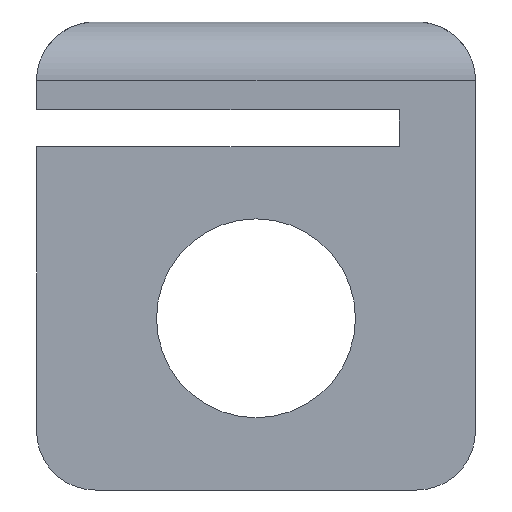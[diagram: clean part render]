
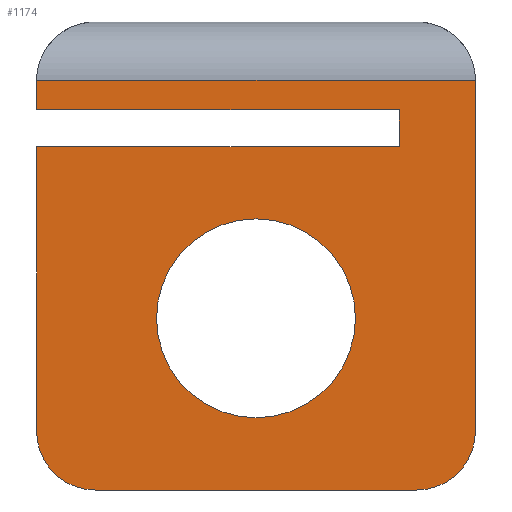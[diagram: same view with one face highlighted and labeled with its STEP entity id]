
A CAD part, front view. The second image highlights one B-rep face of the part: STEP entity #1174.
In plain terms, the highlighted planar face has unit normal (0, -1, 0).
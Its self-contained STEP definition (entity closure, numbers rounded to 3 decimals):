
#9 = LINE ( 'NONE', #1002, #314 ) ;
#45 = VECTOR ( 'NONE', #906, 1000. ) ;
#64 = CARTESIAN_POINT ( 'NONE',  ( 7.5, -4., 4. ) ) ;
#94 = LINE ( 'NONE', #462, #618 ) ;
#121 = VERTEX_POINT ( 'NONE', #274 ) ;
#135 = VERTEX_POINT ( 'NONE', #504 ) ;
#156 = ORIENTED_EDGE ( 'NONE', *, *, #1237, .F. ) ;
#179 = DIRECTION ( 'NONE',  ( 0., 1., 0. ) ) ;
#180 = EDGE_LOOP ( 'NONE', ( #740, #1111 ) ) ;
#196 = LINE ( 'NONE', #284, #882 ) ;
#203 = CARTESIAN_POINT ( 'NONE',  ( 6.2, -4., 1.87 ) ) ;
#227 = CIRCLE ( 'NONE', #1364, 1. ) ;
#235 = EDGE_CURVE ( 'NONE', #645, #936, #839, .T. ) ;
#247 = CIRCLE ( 'NONE', #1235, 1. ) ;
#250 = AXIS2_PLACEMENT_3D ( 'NONE', #843, #179, #1292 ) ;
#262 = AXIS2_PLACEMENT_3D ( 'NONE', #1109, #716, #1008 ) ;
#274 = CARTESIAN_POINT ( 'NONE',  ( 3.75, -4., -2.765 ) ) ;
#275 = EDGE_CURVE ( 'NONE', #1287, #121, #1047, .T. ) ;
#284 = CARTESIAN_POINT ( 'NONE',  ( 7.5, -4., 3. ) ) ;
#294 = EDGE_LOOP ( 'NONE', ( #1360, #1367, #1315, #156, #576, #1164, #916, #979, #671, #1227 ) ) ;
#300 = DIRECTION ( 'NONE',  ( -1., 0., 0. ) ) ;
#306 = VERTEX_POINT ( 'NONE', #1116 ) ;
#314 = VECTOR ( 'NONE', #343, 1000. ) ;
#318 = DIRECTION ( 'NONE',  ( 0., 0., 1. ) ) ;
#329 = CARTESIAN_POINT ( 'NONE',  ( 1., -4., -4. ) ) ;
#343 = DIRECTION ( 'NONE',  ( 0., 0., -1. ) ) ;
#362 = AXIS2_PLACEMENT_3D ( 'NONE', #975, #1400, #867 ) ;
#386 = CARTESIAN_POINT ( 'NONE',  ( 0., -4., 1.87 ) ) ;
#391 = LINE ( 'NONE', #1286, #1001 ) ;
#400 = CARTESIAN_POINT ( 'NONE',  ( 0., -4., 3. ) ) ;
#402 = DIRECTION ( 'NONE',  ( 0., -1., 0. ) ) ;
#406 = CARTESIAN_POINT ( 'NONE',  ( 0., -4., -3. ) ) ;
#412 = VERTEX_POINT ( 'NONE', #400 ) ;
#422 = CARTESIAN_POINT ( 'NONE',  ( 7.5, -4., -3. ) ) ;
#433 = DIRECTION ( 'NONE',  ( 0., 0., -1. ) ) ;
#454 = EDGE_CURVE ( 'NONE', #121, #1287, #670, .T. ) ;
#461 = VERTEX_POINT ( 'NONE', #422 ) ;
#462 = CARTESIAN_POINT ( 'NONE',  ( 6.2, -4., 1.87 ) ) ;
#484 = EDGE_CURVE ( 'NONE', #1153, #1184, #786, .T. ) ;
#487 = CARTESIAN_POINT ( 'NONE',  ( 7.5, -4., -4. ) ) ;
#493 = VERTEX_POINT ( 'NONE', #1000 ) ;
#501 = PLANE ( 'NONE',  #250 ) ;
#504 = CARTESIAN_POINT ( 'NONE',  ( 7.5, -4., 3. ) ) ;
#511 = CARTESIAN_POINT ( 'NONE',  ( 3.75, -4., 0.635 ) ) ;
#576 = ORIENTED_EDGE ( 'NONE', *, *, #588, .T. ) ;
#588 = EDGE_CURVE ( 'NONE', #723, #493, #1209, .T. ) ;
#618 = VECTOR ( 'NONE', #1305, 1000. ) ;
#645 = VERTEX_POINT ( 'NONE', #894 ) ;
#670 = CIRCLE ( 'NONE', #362, 1.7 ) ;
#671 = ORIENTED_EDGE ( 'NONE', *, *, #235, .F. ) ;
#716 = DIRECTION ( 'NONE',  ( 0., 1., 0. ) ) ;
#723 = VERTEX_POINT ( 'NONE', #1386 ) ;
#735 = EDGE_CURVE ( 'NONE', #135, #461, #951, .T. ) ;
#740 = ORIENTED_EDGE ( 'NONE', *, *, #275, .T. ) ;
#742 = DIRECTION ( 'NONE',  ( -1., 0., 0. ) ) ;
#774 = EDGE_CURVE ( 'NONE', #645, #461, #247, .T. ) ;
#786 = LINE ( 'NONE', #1213, #1277 ) ;
#790 = VECTOR ( 'NONE', #861, 1000. ) ;
#839 = LINE ( 'NONE', #487, #45 ) ;
#843 = CARTESIAN_POINT ( 'NONE',  ( 7.5, -4., 4. ) ) ;
#861 = DIRECTION ( 'NONE',  ( 0., 0., -1. ) ) ;
#867 = DIRECTION ( 'NONE',  ( 0., 0., 1. ) ) ;
#876 = DIRECTION ( 'NONE',  ( 0., 0., -1. ) ) ;
#882 = VECTOR ( 'NONE', #742, 1000. ) ;
#892 = EDGE_CURVE ( 'NONE', #412, #306, #9, .T. ) ;
#894 = CARTESIAN_POINT ( 'NONE',  ( 6.5, -4., -4. ) ) ;
#905 = CARTESIAN_POINT ( 'NONE',  ( 1., -4., -3. ) ) ;
#906 = DIRECTION ( 'NONE',  ( -1., 0., 0. ) ) ;
#916 = ORIENTED_EDGE ( 'NONE', *, *, #484, .T. ) ;
#921 = EDGE_CURVE ( 'NONE', #1184, #936, #227, .T. ) ;
#936 = VERTEX_POINT ( 'NONE', #329 ) ;
#941 = EDGE_CURVE ( 'NONE', #493, #1153, #94, .T. ) ;
#951 = LINE ( 'NONE', #64, #790 ) ;
#975 = CARTESIAN_POINT ( 'NONE',  ( 3.75, -4., -1.065 ) ) ;
#979 = ORIENTED_EDGE ( 'NONE', *, *, #921, .T. ) ;
#1000 = CARTESIAN_POINT ( 'NONE',  ( 6.2, -4., 1.87 ) ) ;
#1001 = VECTOR ( 'NONE', #300, 1000. ) ;
#1002 = CARTESIAN_POINT ( 'NONE',  ( 0., -4., 4. ) ) ;
#1008 = DIRECTION ( 'NONE',  ( 0., 0., 1. ) ) ;
#1047 = CIRCLE ( 'NONE', #262, 1.7 ) ;
#1069 = DIRECTION ( 'NONE',  ( 0., 0., 1. ) ) ;
#1109 = CARTESIAN_POINT ( 'NONE',  ( 3.75, -4., -1.065 ) ) ;
#1111 = ORIENTED_EDGE ( 'NONE', *, *, #454, .T. ) ;
#1116 = CARTESIAN_POINT ( 'NONE',  ( 0., -4., 2.5 ) ) ;
#1153 = VERTEX_POINT ( 'NONE', #386 ) ;
#1163 = EDGE_CURVE ( 'NONE', #135, #412, #196, .T. ) ;
#1164 = ORIENTED_EDGE ( 'NONE', *, *, #941, .T. ) ;
#1174 = ADVANCED_FACE ( 'NONE', ( #1397, #1264 ), #501, .F. ) ;
#1184 = VERTEX_POINT ( 'NONE', #406 ) ;
#1209 = LINE ( 'NONE', #203, #1348 ) ;
#1213 = CARTESIAN_POINT ( 'NONE',  ( 0., -4., 4. ) ) ;
#1227 = ORIENTED_EDGE ( 'NONE', *, *, #774, .T. ) ;
#1235 = AXIS2_PLACEMENT_3D ( 'NONE', #1295, #402, #1069 ) ;
#1237 = EDGE_CURVE ( 'NONE', #723, #306, #391, .T. ) ;
#1264 = FACE_OUTER_BOUND ( 'NONE', #294, .T. ) ;
#1277 = VECTOR ( 'NONE', #433, 1000. ) ;
#1286 = CARTESIAN_POINT ( 'NONE',  ( 6.2, -4., 2.5 ) ) ;
#1287 = VERTEX_POINT ( 'NONE', #511 ) ;
#1292 = DIRECTION ( 'NONE',  ( 0., 0., 1. ) ) ;
#1295 = CARTESIAN_POINT ( 'NONE',  ( 6.5, -4., -3. ) ) ;
#1305 = DIRECTION ( 'NONE',  ( -1., 0., 0. ) ) ;
#1315 = ORIENTED_EDGE ( 'NONE', *, *, #892, .T. ) ;
#1335 = DIRECTION ( 'NONE',  ( 0., -1., 0. ) ) ;
#1348 = VECTOR ( 'NONE', #876, 1000. ) ;
#1360 = ORIENTED_EDGE ( 'NONE', *, *, #735, .F. ) ;
#1364 = AXIS2_PLACEMENT_3D ( 'NONE', #905, #1335, #318 ) ;
#1367 = ORIENTED_EDGE ( 'NONE', *, *, #1163, .T. ) ;
#1386 = CARTESIAN_POINT ( 'NONE',  ( 6.2, -4., 2.5 ) ) ;
#1397 = FACE_BOUND ( 'NONE', #180, .T. ) ;
#1400 = DIRECTION ( 'NONE',  ( 0., 1., 0. ) ) ;
